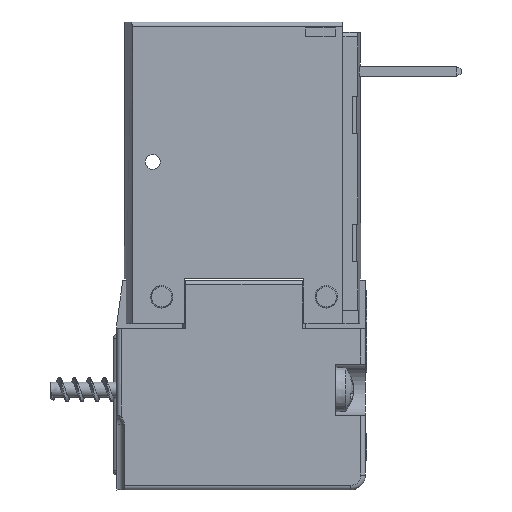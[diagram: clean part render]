
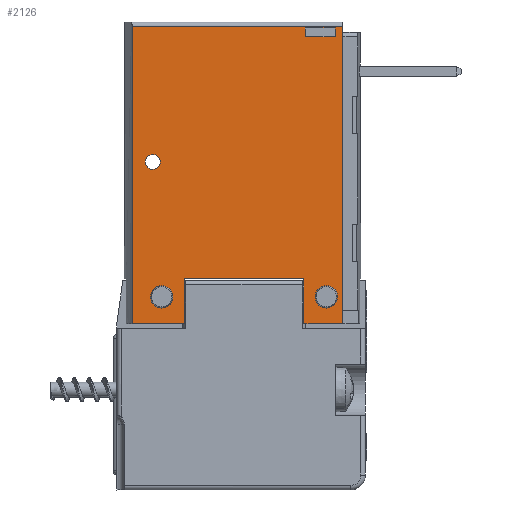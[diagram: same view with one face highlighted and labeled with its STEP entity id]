
A CAD part, front view. The second image highlights one B-rep face of the part: STEP entity #2126.
In plain terms, the highlighted planar face has unit normal (0, -1, 0).
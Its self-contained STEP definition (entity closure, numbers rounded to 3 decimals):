
#1970=AXIS2_PLACEMENT_3D('Plane Axis2P3D',#1967,#1968,#1969) ;
#2074=AXIS2_PLACEMENT_3D('Circle Axis2P3D',#2072,#2073,$) ;
#2083=AXIS2_PLACEMENT_3D('Circle Axis2P3D',#2081,#2082,$) ;
#2092=AXIS2_PLACEMENT_3D('Circle Axis2P3D',#2090,#2091,$) ;
#2101=AXIS2_PLACEMENT_3D('Circle Axis2P3D',#2099,#2100,$) ;
#2110=AXIS2_PLACEMENT_3D('Circle Axis2P3D',#2108,#2109,$) ;
#2119=AXIS2_PLACEMENT_3D('Circle Axis2P3D',#2117,#2118,$) ;
#1967=CARTESIAN_POINT('Axis2P3D Location',(7.519,-4.855,-31.254)) ;
#1972=CARTESIAN_POINT('Line Origine',(-0.439,-4.855,-11.404)) ;
#1976=CARTESIAN_POINT('Vertex',(-7.475,-4.855,-11.404)) ;
#1978=CARTESIAN_POINT('Vertex',(6.598,-4.855,-11.404)) ;
#1981=CARTESIAN_POINT('Line Origine',(-7.475,-4.855,-21.329)) ;
#1985=CARTESIAN_POINT('Vertex',(-7.475,-4.855,-31.254)) ;
#1988=CARTESIAN_POINT('Line Origine',(-5.739,-4.855,-31.254)) ;
#1992=CARTESIAN_POINT('Vertex',(-4.002,-4.855,-31.254)) ;
#1995=CARTESIAN_POINT('Line Origine',(-4.002,-4.855,-29.754)) ;
#1999=CARTESIAN_POINT('Vertex',(-4.002,-4.855,-28.254)) ;
#2002=CARTESIAN_POINT('Line Origine',(-0.002,-4.855,-28.254)) ;
#2006=CARTESIAN_POINT('Vertex',(3.998,-4.855,-28.254)) ;
#2009=CARTESIAN_POINT('Line Origine',(3.998,-4.855,-29.754)) ;
#2013=CARTESIAN_POINT('Vertex',(3.998,-4.855,-31.254)) ;
#2016=CARTESIAN_POINT('Line Origine',(5.298,-4.855,-31.254)) ;
#2020=CARTESIAN_POINT('Vertex',(6.598,-4.855,-31.254)) ;
#2023=CARTESIAN_POINT('Line Origine',(6.598,-4.855,-21.329)) ;
#2038=CARTESIAN_POINT('Line Origine',(5.098,-4.855,-11.504)) ;
#2042=CARTESIAN_POINT('Vertex',(4.098,-4.855,-11.504)) ;
#2044=CARTESIAN_POINT('Vertex',(6.098,-4.855,-11.504)) ;
#2047=CARTESIAN_POINT('Line Origine',(6.098,-4.855,-11.804)) ;
#2051=CARTESIAN_POINT('Vertex',(6.098,-4.855,-12.104)) ;
#2054=CARTESIAN_POINT('Line Origine',(5.098,-4.855,-12.104)) ;
#2058=CARTESIAN_POINT('Vertex',(4.098,-4.855,-12.104)) ;
#2061=CARTESIAN_POINT('Line Origine',(4.098,-4.855,-11.804)) ;
#2072=CARTESIAN_POINT('Axis2P3D Location',(-6.102,-4.855,-20.454)) ;
#2076=CARTESIAN_POINT('Vertex',(-5.663,-4.855,-20.693)) ;
#2078=CARTESIAN_POINT('Vertex',(-6.541,-4.855,-20.214)) ;
#2081=CARTESIAN_POINT('Axis2P3D Location',(-6.102,-4.855,-20.454)) ;
#2090=CARTESIAN_POINT('Axis2P3D Location',(-5.502,-4.855,-29.454)) ;
#2094=CARTESIAN_POINT('Vertex',(-6.16,-4.855,-29.813)) ;
#2096=CARTESIAN_POINT('Vertex',(-4.844,-4.855,-29.094)) ;
#2099=CARTESIAN_POINT('Axis2P3D Location',(-5.502,-4.855,-29.454)) ;
#2108=CARTESIAN_POINT('Axis2P3D Location',(5.498,-4.855,-29.454)) ;
#2112=CARTESIAN_POINT('Vertex',(4.84,-4.855,-29.813)) ;
#2114=CARTESIAN_POINT('Vertex',(6.156,-4.855,-29.094)) ;
#2117=CARTESIAN_POINT('Axis2P3D Location',(5.498,-4.855,-29.454)) ;
#1968=DIRECTION('Axis2P3D Direction',(0.,1.,0.)) ;
#1969=DIRECTION('Axis2P3D XDirection',(-1.,0.,0.)) ;
#1973=DIRECTION('Vector Direction',(-1.,0.,0.)) ;
#1982=DIRECTION('Vector Direction',(0.,0.,1.)) ;
#1989=DIRECTION('Vector Direction',(-1.,0.,0.)) ;
#1996=DIRECTION('Vector Direction',(0.,0.,1.)) ;
#2003=DIRECTION('Vector Direction',(-1.,0.,0.)) ;
#2010=DIRECTION('Vector Direction',(0.,0.,1.)) ;
#2017=DIRECTION('Vector Direction',(-1.,0.,0.)) ;
#2024=DIRECTION('Vector Direction',(0.,0.,1.)) ;
#2039=DIRECTION('Vector Direction',(-1.,0.,0.)) ;
#2048=DIRECTION('Vector Direction',(0.,0.,-1.)) ;
#2055=DIRECTION('Vector Direction',(1.,0.,0.)) ;
#2062=DIRECTION('Vector Direction',(0.,0.,1.)) ;
#2073=DIRECTION('Axis2P3D Direction',(0.,1.,0.)) ;
#2082=DIRECTION('Axis2P3D Direction',(0.,1.,0.)) ;
#2091=DIRECTION('Axis2P3D Direction',(0.,1.,0.)) ;
#2100=DIRECTION('Axis2P3D Direction',(0.,1.,0.)) ;
#2109=DIRECTION('Axis2P3D Direction',(0.,1.,0.)) ;
#2118=DIRECTION('Axis2P3D Direction',(0.,1.,0.)) ;
#1974=VECTOR('Line Direction',#1973,1.) ;
#1983=VECTOR('Line Direction',#1982,1.) ;
#1990=VECTOR('Line Direction',#1989,1.) ;
#1997=VECTOR('Line Direction',#1996,1.) ;
#2004=VECTOR('Line Direction',#2003,1.) ;
#2011=VECTOR('Line Direction',#2010,1.) ;
#2018=VECTOR('Line Direction',#2017,1.) ;
#2025=VECTOR('Line Direction',#2024,1.) ;
#2040=VECTOR('Line Direction',#2039,1.) ;
#2049=VECTOR('Line Direction',#2048,1.) ;
#2056=VECTOR('Line Direction',#2055,1.) ;
#2063=VECTOR('Line Direction',#2062,1.) ;
#2029=ORIENTED_EDGE('',*,*,#1980,.F.) ;
#2030=ORIENTED_EDGE('',*,*,#1987,.F.) ;
#2031=ORIENTED_EDGE('',*,*,#1994,.T.) ;
#2032=ORIENTED_EDGE('',*,*,#2001,.T.) ;
#2033=ORIENTED_EDGE('',*,*,#2008,.F.) ;
#2034=ORIENTED_EDGE('',*,*,#2015,.F.) ;
#2035=ORIENTED_EDGE('',*,*,#2022,.T.) ;
#2036=ORIENTED_EDGE('',*,*,#2027,.T.) ;
#2067=ORIENTED_EDGE('',*,*,#2046,.T.) ;
#2068=ORIENTED_EDGE('',*,*,#2053,.T.) ;
#2069=ORIENTED_EDGE('',*,*,#2060,.T.) ;
#2070=ORIENTED_EDGE('',*,*,#2065,.T.) ;
#2087=ORIENTED_EDGE('',*,*,#2080,.T.) ;
#2088=ORIENTED_EDGE('',*,*,#2085,.T.) ;
#2105=ORIENTED_EDGE('',*,*,#2098,.T.) ;
#2106=ORIENTED_EDGE('',*,*,#2103,.T.) ;
#2123=ORIENTED_EDGE('',*,*,#2116,.T.) ;
#2124=ORIENTED_EDGE('',*,*,#2121,.T.) ;
#2071=FACE_BOUND('',#2066,.T.) ;
#2089=FACE_BOUND('',#2086,.T.) ;
#2107=FACE_BOUND('',#2104,.T.) ;
#2125=FACE_BOUND('',#2122,.T.) ;
#2126=ADVANCED_FACE('Hauptk\X2\00F6\X0\rper',(#2037,#2071,#2089,#2107,#2125),#1971,.F.) ;
#2075=CIRCLE('generated circle',#2074,0.5) ;
#2084=CIRCLE('generated circle',#2083,0.5) ;
#2093=CIRCLE('generated circle',#2092,0.75) ;
#2102=CIRCLE('generated circle',#2101,0.75) ;
#2111=CIRCLE('generated circle',#2110,0.75) ;
#2120=CIRCLE('generated circle',#2119,0.75) ;
#1980=EDGE_CURVE('',#1977,#1979,#1975,.F.) ;
#1987=EDGE_CURVE('',#1986,#1977,#1984,.T.) ;
#1994=EDGE_CURVE('',#1986,#1993,#1991,.F.) ;
#2001=EDGE_CURVE('',#1993,#2000,#1998,.T.) ;
#2008=EDGE_CURVE('',#2007,#2000,#2005,.T.) ;
#2015=EDGE_CURVE('',#2014,#2007,#2012,.T.) ;
#2022=EDGE_CURVE('',#2014,#2021,#2019,.F.) ;
#2027=EDGE_CURVE('',#2021,#1979,#2026,.T.) ;
#2046=EDGE_CURVE('',#2043,#2045,#2041,.F.) ;
#2053=EDGE_CURVE('',#2045,#2052,#2050,.T.) ;
#2060=EDGE_CURVE('',#2052,#2059,#2057,.F.) ;
#2065=EDGE_CURVE('',#2059,#2043,#2064,.T.) ;
#2080=EDGE_CURVE('',#2077,#2079,#2075,.T.) ;
#2085=EDGE_CURVE('',#2079,#2077,#2084,.T.) ;
#2098=EDGE_CURVE('',#2095,#2097,#2093,.T.) ;
#2103=EDGE_CURVE('',#2097,#2095,#2102,.T.) ;
#2116=EDGE_CURVE('',#2113,#2115,#2111,.T.) ;
#2121=EDGE_CURVE('',#2115,#2113,#2120,.T.) ;
#2028=EDGE_LOOP('',(#2029,#2030,#2031,#2032,#2033,#2034,#2035,#2036)) ;
#2066=EDGE_LOOP('',(#2067,#2068,#2069,#2070)) ;
#2086=EDGE_LOOP('',(#2087,#2088)) ;
#2104=EDGE_LOOP('',(#2105,#2106)) ;
#2122=EDGE_LOOP('',(#2123,#2124)) ;
#2037=FACE_OUTER_BOUND('',#2028,.T.) ;
#1975=LINE('Line',#1972,#1974) ;
#1984=LINE('Line',#1981,#1983) ;
#1991=LINE('Line',#1988,#1990) ;
#1998=LINE('Line',#1995,#1997) ;
#2005=LINE('Line',#2002,#2004) ;
#2012=LINE('Line',#2009,#2011) ;
#2019=LINE('Line',#2016,#2018) ;
#2026=LINE('Line',#2023,#2025) ;
#2041=LINE('Line',#2038,#2040) ;
#2050=LINE('Line',#2047,#2049) ;
#2057=LINE('Line',#2054,#2056) ;
#2064=LINE('Line',#2061,#2063) ;
#1971=PLANE('',#1970) ;
#1977=VERTEX_POINT('',#1976) ;
#1979=VERTEX_POINT('',#1978) ;
#1986=VERTEX_POINT('',#1985) ;
#1993=VERTEX_POINT('',#1992) ;
#2000=VERTEX_POINT('',#1999) ;
#2007=VERTEX_POINT('',#2006) ;
#2014=VERTEX_POINT('',#2013) ;
#2021=VERTEX_POINT('',#2020) ;
#2043=VERTEX_POINT('',#2042) ;
#2045=VERTEX_POINT('',#2044) ;
#2052=VERTEX_POINT('',#2051) ;
#2059=VERTEX_POINT('',#2058) ;
#2077=VERTEX_POINT('',#2076) ;
#2079=VERTEX_POINT('',#2078) ;
#2095=VERTEX_POINT('',#2094) ;
#2097=VERTEX_POINT('',#2096) ;
#2113=VERTEX_POINT('',#2112) ;
#2115=VERTEX_POINT('',#2114) ;
